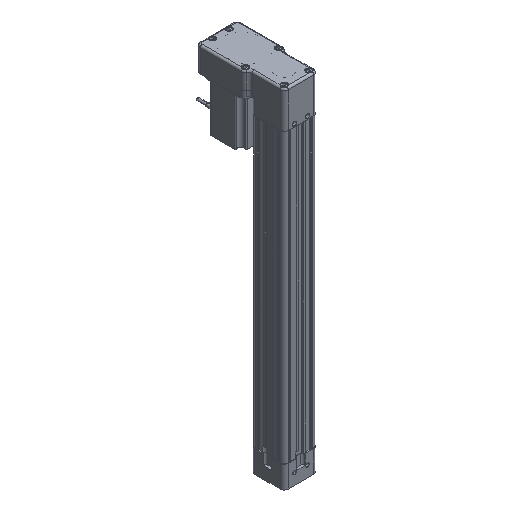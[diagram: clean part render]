
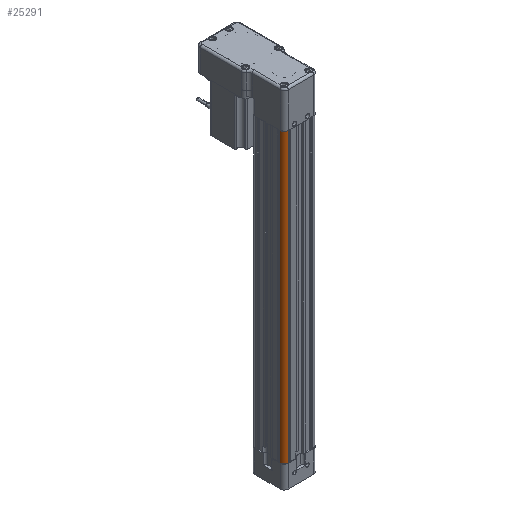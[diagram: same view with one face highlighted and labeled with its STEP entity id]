
A CAD part, isometric view. The second image highlights one B-rep face of the part: STEP entity #25291.
In plain terms, the highlighted cylindrical face has radius 6.858 mm (diameter 13.716 mm), a partial arc.
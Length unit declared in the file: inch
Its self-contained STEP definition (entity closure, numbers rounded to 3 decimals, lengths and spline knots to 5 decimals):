
#271 = EDGE_CURVE ( 'NONE', #12796, #3716, #14074, .T. ) ;
#1263 = DIRECTION ( 'NONE',  ( 0., 0., 1. ) ) ;
#2104 = DIRECTION ( 'NONE',  ( 0., 0., 1. ) ) ;
#2187 = EDGE_CURVE ( 'NONE', #23783, #14097, #21367, .T. ) ;
#2236 = AXIS2_PLACEMENT_3D ( 'NONE', #18149, #5483, #20227 ) ;
#2821 = VECTOR ( 'NONE', #2104, 39.37008 ) ;
#3716 = VERTEX_POINT ( 'NONE', #4059 ) ;
#4059 = CARTESIAN_POINT ( 'NONE',  ( -0.73, -1., 0. ) ) ;
#5185 = VECTOR ( 'NONE', #21845, 39.37008 ) ;
#5483 = DIRECTION ( 'NONE',  ( 0., 0., 1. ) ) ;
#5599 = ORIENTED_EDGE ( 'NONE', *, *, #26540, .T. ) ;
#6610 = ORIENTED_EDGE ( 'NONE', *, *, #2187, .F. ) ;
#7021 = FACE_OUTER_BOUND ( 'NONE', #9987, .T. ) ;
#7112 = CARTESIAN_POINT ( 'NONE',  ( -1., -0.73, -17.51 ) ) ;
#7542 = CARTESIAN_POINT ( 'NONE',  ( -0.73, -0.73, -17.51 ) ) ;
#9987 = EDGE_LOOP ( 'NONE', ( #5599, #6610, #23303, #10698 ) ) ;
#10372 = CARTESIAN_POINT ( 'NONE',  ( -0.73, -0.73, 0. ) ) ;
#10698 = ORIENTED_EDGE ( 'NONE', *, *, #271, .T. ) ;
#12528 = DIRECTION ( 'NONE',  ( 0., 1., 0. ) ) ;
#12796 = VERTEX_POINT ( 'NONE', #13119 ) ;
#13119 = CARTESIAN_POINT ( 'NONE',  ( -0.73, -1., -17.51 ) ) ;
#14074 = LINE ( 'NONE', #16441, #2821 ) ;
#14097 = VERTEX_POINT ( 'NONE', #15247 ) ;
#14337 = CARTESIAN_POINT ( 'NONE',  ( -1., -0.73, -17.51 ) ) ;
#14949 = CIRCLE ( 'NONE', #2236, 0.27 ) ;
#15247 = CARTESIAN_POINT ( 'NONE',  ( -1., -0.73, 0. ) ) ;
#16071 = DIRECTION ( 'NONE',  ( 0., -1., 0. ) ) ;
#16441 = CARTESIAN_POINT ( 'NONE',  ( -0.73, -1., -17.51 ) ) ;
#16778 = AXIS2_PLACEMENT_3D ( 'NONE', #10372, #25082, #12528 ) ;
#17241 = CIRCLE ( 'NONE', #16778, 0.27 ) ;
#18149 = CARTESIAN_POINT ( 'NONE',  ( -0.73, -0.73, -17.51 ) ) ;
#20227 = DIRECTION ( 'NONE',  ( -1., 0., 0. ) ) ;
#20766 = AXIS2_PLACEMENT_3D ( 'NONE', #7542, #1263, #16071 ) ;
#21367 = LINE ( 'NONE', #7112, #5185 ) ;
#21845 = DIRECTION ( 'NONE',  ( 0., 0., 1. ) ) ;
#23183 = CYLINDRICAL_SURFACE ( 'NONE', #20766, 0.27 ) ;
#23303 = ORIENTED_EDGE ( 'NONE', *, *, #25881, .T. ) ;
#23783 = VERTEX_POINT ( 'NONE', #14337 ) ;
#25082 = DIRECTION ( 'NONE',  ( 0., 0., -1. ) ) ;
#25291 = ADVANCED_FACE ( 'NONE', ( #7021 ), #23183, .T. ) ;
#25881 = EDGE_CURVE ( 'NONE', #23783, #12796, #14949, .T. ) ;
#26540 = EDGE_CURVE ( 'NONE', #3716, #14097, #17241, .T. ) ;
